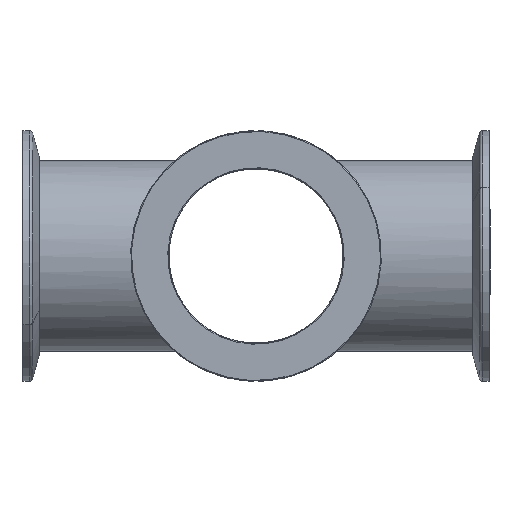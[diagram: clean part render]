
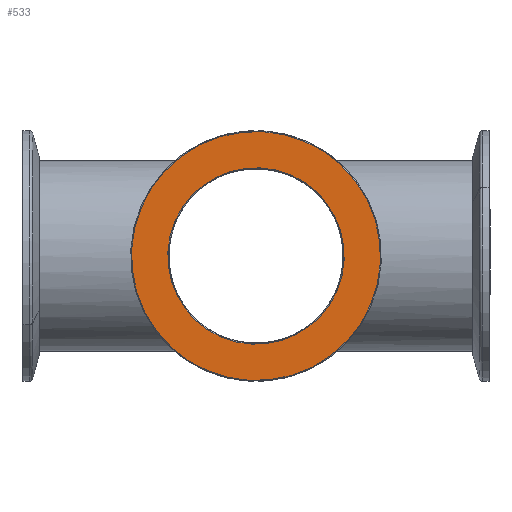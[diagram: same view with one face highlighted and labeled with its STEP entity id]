
A CAD part, front view. The second image highlights one B-rep face of the part: STEP entity #533.
In plain terms, the highlighted planar face has unit normal (0, -1, 0).
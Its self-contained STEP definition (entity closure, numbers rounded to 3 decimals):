
#9 = DIRECTION ( 'NONE',  ( 0., -1., 0. ) ) ;
#11 = EDGE_CURVE ( 'NONE', #181, #117, #387, .T. ) ;
#24 = EDGE_CURVE ( 'NONE', #117, #181, #575, .T. ) ;
#77 = DIRECTION ( 'NONE',  ( 0., 1., 0. ) ) ;
#81 = DIRECTION ( 'NONE',  ( 1., 0., 0. ) ) ;
#108 = CARTESIAN_POINT ( 'NONE',  ( 0., 0., 0. ) ) ;
#117 = VERTEX_POINT ( 'NONE', #1102 ) ;
#132 = DIRECTION ( 'NONE',  ( 0., -1., 0. ) ) ;
#133 = VERTEX_POINT ( 'NONE', #939 ) ;
#174 = AXIS2_PLACEMENT_3D ( 'NONE', #641, #132, #409 ) ;
#181 = VERTEX_POINT ( 'NONE', #227 ) ;
#227 = CARTESIAN_POINT ( 'NONE',  ( -37.25, 0., 0. ) ) ;
#246 = CARTESIAN_POINT ( 'NONE',  ( -26.4, 0., 0. ) ) ;
#260 = CARTESIAN_POINT ( 'NONE',  ( 0., 0., 0. ) ) ;
#287 = AXIS2_PLACEMENT_3D ( 'NONE', #761, #77, #81 ) ;
#364 = FACE_OUTER_BOUND ( 'NONE', #523, .T. ) ;
#370 = AXIS2_PLACEMENT_3D ( 'NONE', #260, #9, #796 ) ;
#387 = CIRCLE ( 'NONE', #468, 37.25 ) ;
#409 = DIRECTION ( 'NONE',  ( 1., 0., 0. ) ) ;
#415 = PLANE ( 'NONE',  #174 ) ;
#447 = EDGE_CURVE ( 'NONE', #133, #942, #891, .T. ) ;
#468 = AXIS2_PLACEMENT_3D ( 'NONE', #781, #1061, #698 ) ;
#523 = EDGE_LOOP ( 'NONE', ( #1064, #548 ) ) ;
#533 = ADVANCED_FACE ( 'NONE', ( #804, #364 ), #415, .T. ) ;
#548 = ORIENTED_EDGE ( 'NONE', *, *, #24, .T. ) ;
#564 = ORIENTED_EDGE ( 'NONE', *, *, #930, .T. ) ;
#575 = CIRCLE ( 'NONE', #370, 37.25 ) ;
#596 = CIRCLE ( 'NONE', #967, 26.4 ) ;
#641 = CARTESIAN_POINT ( 'NONE',  ( -26.1, 0., 0. ) ) ;
#662 = ORIENTED_EDGE ( 'NONE', *, *, #447, .T. ) ;
#677 = EDGE_LOOP ( 'NONE', ( #662, #564 ) ) ;
#698 = DIRECTION ( 'NONE',  ( 1., 0., 0. ) ) ;
#713 = DIRECTION ( 'NONE',  ( 0., 1., 0. ) ) ;
#761 = CARTESIAN_POINT ( 'NONE',  ( 0., 0., 0. ) ) ;
#781 = CARTESIAN_POINT ( 'NONE',  ( 0., 0., 0. ) ) ;
#796 = DIRECTION ( 'NONE',  ( 1., 0., 0. ) ) ;
#804 = FACE_BOUND ( 'NONE', #677, .T. ) ;
#891 = CIRCLE ( 'NONE', #287, 26.4 ) ;
#892 = DIRECTION ( 'NONE',  ( 1., 0., 0. ) ) ;
#930 = EDGE_CURVE ( 'NONE', #942, #133, #596, .T. ) ;
#939 = CARTESIAN_POINT ( 'NONE',  ( 26.4, 0., 0. ) ) ;
#942 = VERTEX_POINT ( 'NONE', #246 ) ;
#967 = AXIS2_PLACEMENT_3D ( 'NONE', #108, #713, #892 ) ;
#1061 = DIRECTION ( 'NONE',  ( 0., -1., 0. ) ) ;
#1064 = ORIENTED_EDGE ( 'NONE', *, *, #11, .T. ) ;
#1102 = CARTESIAN_POINT ( 'NONE',  ( 37.25, 0., 0. ) ) ;
